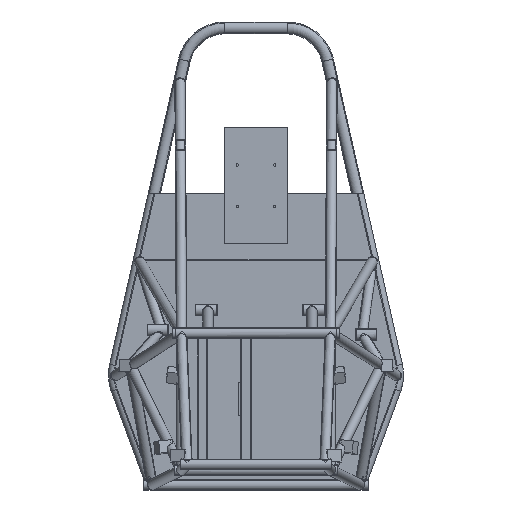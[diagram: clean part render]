
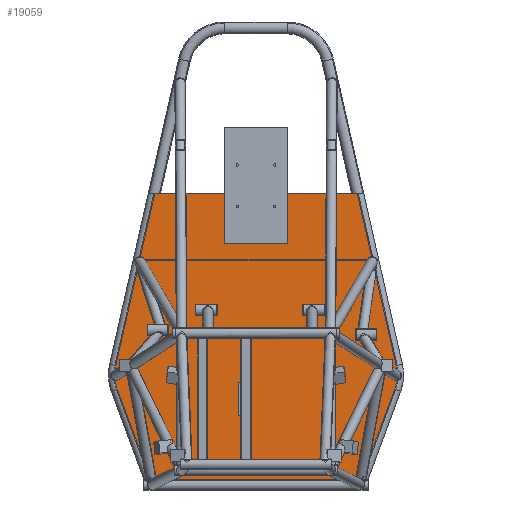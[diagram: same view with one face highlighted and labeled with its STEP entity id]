
A CAD part, left-side view. The second image highlights one B-rep face of the part: STEP entity #19059.
In plain terms, the highlighted planar face has unit normal (-1, 0, 0).
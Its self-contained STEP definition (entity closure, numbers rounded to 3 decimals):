
#374=PLANE('',#20745);
#1052=ELLIPSE('',#20746,23.154,12.7);
#1053=ELLIPSE('',#20748,13.408,12.7);
#1054=ELLIPSE('',#20750,29.428,12.7);
#1055=ELLIPSE('',#20751,29.428,12.7);
#1056=ELLIPSE('',#20753,13.408,12.7);
#1057=ELLIPSE('',#20755,28.934,12.7);
#1058=ELLIPSE('',#20756,13.479,12.7);
#1059=ELLIPSE('',#20757,13.479,12.7);
#1811=LINE('',#35713,#2709);
#1826=LINE('',#35774,#2724);
#1829=LINE('',#35793,#2727);
#1830=LINE('',#35795,#2728);
#1831=LINE('',#35799,#2729);
#1832=LINE('',#35807,#2730);
#1833=LINE('',#35812,#2731);
#1834=LINE('',#35820,#2732);
#1835=LINE('',#35824,#2733);
#1836=LINE('',#35828,#2734);
#2709=VECTOR('',#23976,10.);
#2724=VECTOR('',#24031,10.);
#2727=VECTOR('',#24056,10.);
#2728=VECTOR('',#24057,10.);
#2729=VECTOR('',#24060,10.);
#2730=VECTOR('',#24067,10.);
#2731=VECTOR('',#24072,10.);
#2732=VECTOR('',#24079,10.);
#2733=VECTOR('',#24082,10.);
#2734=VECTOR('',#24085,10.);
#3581=CIRCLE('',#20747,98.805);
#3582=CIRCLE('',#20749,98.805);
#3583=CIRCLE('',#20752,98.805);
#3584=CIRCLE('',#20754,98.805);
#4119=FACE_BOUND('',#6082,.T.);
#4787=FACE_OUTER_BOUND('',#6081,.T.);
#6081=EDGE_LOOP('',(#13705,#13706,#13707,#13708,#13709,#13710,#13711,#13712,
#13713,#13714,#13715,#13716,#13717,#13718,#13719,#13720,#13721,#13722));
#6082=EDGE_LOOP('',(#13723,#13724,#13725,#13726));
#8246=VERTEX_POINT('',#35707);
#8248=VERTEX_POINT('',#35711);
#8272=VERTEX_POINT('',#35770);
#8274=VERTEX_POINT('',#35773);
#8279=VERTEX_POINT('',#35792);
#8280=VERTEX_POINT('',#35794);
#8281=VERTEX_POINT('',#35796);
#8282=VERTEX_POINT('',#35798);
#8283=VERTEX_POINT('',#35800);
#8284=VERTEX_POINT('',#35802);
#8285=VERTEX_POINT('',#35804);
#8286=VERTEX_POINT('',#35806);
#8287=VERTEX_POINT('',#35809);
#8288=VERTEX_POINT('',#35811);
#8289=VERTEX_POINT('',#35813);
#8290=VERTEX_POINT('',#35815);
#8291=VERTEX_POINT('',#35817);
#8292=VERTEX_POINT('',#35819);
#8293=VERTEX_POINT('',#35822);
#8294=VERTEX_POINT('',#35823);
#8295=VERTEX_POINT('',#35825);
#8296=VERTEX_POINT('',#35827);
#10352=EDGE_CURVE('',#8246,#8248,#1811,.T.);
#10381=EDGE_CURVE('',#8274,#8272,#1826,.T.);
#10391=EDGE_CURVE('',#8246,#8279,#1829,.T.);
#10392=EDGE_CURVE('',#8280,#8248,#1830,.T.);
#10393=EDGE_CURVE('',#8281,#8280,#1052,.T.);
#10394=EDGE_CURVE('',#8282,#8281,#1831,.T.);
#10395=EDGE_CURVE('',#8283,#8282,#3581,.T.);
#10396=EDGE_CURVE('',#8284,#8283,#1053,.T.);
#10397=EDGE_CURVE('',#8285,#8284,#3582,.T.);
#10398=EDGE_CURVE('',#8286,#8285,#1832,.T.);
#10399=EDGE_CURVE('',#8274,#8286,#1054,.T.);
#10400=EDGE_CURVE('',#8287,#8272,#1055,.T.);
#10401=EDGE_CURVE('',#8288,#8287,#1833,.T.);
#10402=EDGE_CURVE('',#8289,#8288,#3583,.T.);
#10403=EDGE_CURVE('',#8290,#8289,#1056,.T.);
#10404=EDGE_CURVE('',#8291,#8290,#3584,.T.);
#10405=EDGE_CURVE('',#8292,#8291,#1834,.T.);
#10406=EDGE_CURVE('',#8279,#8292,#1057,.T.);
#10407=EDGE_CURVE('',#8293,#8294,#1835,.T.);
#10408=EDGE_CURVE('',#8295,#8293,#1058,.T.);
#10409=EDGE_CURVE('',#8296,#8295,#1836,.T.);
#10410=EDGE_CURVE('',#8294,#8296,#1059,.T.);
#13705=ORIENTED_EDGE('',*,*,#10391,.F.);
#13706=ORIENTED_EDGE('',*,*,#10352,.T.);
#13707=ORIENTED_EDGE('',*,*,#10392,.F.);
#13708=ORIENTED_EDGE('',*,*,#10393,.F.);
#13709=ORIENTED_EDGE('',*,*,#10394,.F.);
#13710=ORIENTED_EDGE('',*,*,#10395,.F.);
#13711=ORIENTED_EDGE('',*,*,#10396,.F.);
#13712=ORIENTED_EDGE('',*,*,#10397,.F.);
#13713=ORIENTED_EDGE('',*,*,#10398,.F.);
#13714=ORIENTED_EDGE('',*,*,#10399,.F.);
#13715=ORIENTED_EDGE('',*,*,#10381,.T.);
#13716=ORIENTED_EDGE('',*,*,#10400,.F.);
#13717=ORIENTED_EDGE('',*,*,#10401,.F.);
#13718=ORIENTED_EDGE('',*,*,#10402,.F.);
#13719=ORIENTED_EDGE('',*,*,#10403,.F.);
#13720=ORIENTED_EDGE('',*,*,#10404,.F.);
#13721=ORIENTED_EDGE('',*,*,#10405,.F.);
#13722=ORIENTED_EDGE('',*,*,#10406,.F.);
#13723=ORIENTED_EDGE('',*,*,#10407,.F.);
#13724=ORIENTED_EDGE('',*,*,#10408,.F.);
#13725=ORIENTED_EDGE('',*,*,#10409,.F.);
#13726=ORIENTED_EDGE('',*,*,#10410,.F.);
#19059=ADVANCED_FACE('',(#4787,#4119),#374,.F.);
#20745=AXIS2_PLACEMENT_3D('',#35791,#24054,#24055);
#20746=AXIS2_PLACEMENT_3D('',#35797,#24058,#24059);
#20747=AXIS2_PLACEMENT_3D('',#35801,#24061,#24062);
#20748=AXIS2_PLACEMENT_3D('',#35803,#24063,#24064);
#20749=AXIS2_PLACEMENT_3D('',#35805,#24065,#24066);
#20750=AXIS2_PLACEMENT_3D('',#35808,#24068,#24069);
#20751=AXIS2_PLACEMENT_3D('',#35810,#24070,#24071);
#20752=AXIS2_PLACEMENT_3D('',#35814,#24073,#24074);
#20753=AXIS2_PLACEMENT_3D('',#35816,#24075,#24076);
#20754=AXIS2_PLACEMENT_3D('',#35818,#24077,#24078);
#20755=AXIS2_PLACEMENT_3D('',#35821,#24080,#24081);
#20756=AXIS2_PLACEMENT_3D('',#35826,#24083,#24084);
#20757=AXIS2_PLACEMENT_3D('',#35829,#24086,#24087);
#23976=DIRECTION('',(0.,1.,0.));
#24031=DIRECTION('',(0.,-1.,0.));
#24054=DIRECTION('center_axis',(1.,0.,0.));
#24055=DIRECTION('ref_axis',(0.,0.,-1.));
#24056=DIRECTION('',(0.,-0.22,-0.975));
#24057=DIRECTION('',(0.,-0.22,0.975));
#24058=DIRECTION('center_axis',(-1.,0.,0.));
#24059=DIRECTION('ref_axis',(0.,-0.308,-0.951));
#24060=DIRECTION('',(0.,-0.22,0.975));
#24061=DIRECTION('center_axis',(1.,0.,0.));
#24062=DIRECTION('ref_axis',(0.,0.,-1.));
#24063=DIRECTION('center_axis',(-1.,0.,0.));
#24064=DIRECTION('ref_axis',(0.,-0.84,0.543));
#24065=DIRECTION('center_axis',(1.,0.,0.));
#24066=DIRECTION('ref_axis',(0.,0.,-1.));
#24067=DIRECTION('',(0.,0.347,0.938));
#24068=DIRECTION('center_axis',(-1.,0.,0.));
#24069=DIRECTION('ref_axis',(0.,-0.177,-0.984));
#24070=DIRECTION('center_axis',(-1.,0.,0.));
#24071=DIRECTION('ref_axis',(0.,-0.177,0.984));
#24072=DIRECTION('',(0.,0.347,-0.938));
#24073=DIRECTION('center_axis',(1.,0.,0.));
#24074=DIRECTION('ref_axis',(0.,0.,-1.));
#24075=DIRECTION('center_axis',(-1.,0.,0.));
#24076=DIRECTION('ref_axis',(0.,0.84,0.543));
#24077=DIRECTION('center_axis',(1.,0.,0.));
#24078=DIRECTION('ref_axis',(0.,0.,-1.));
#24079=DIRECTION('',(0.,-0.22,-0.975));
#24080=DIRECTION('center_axis',(-1.,0.,0.));
#24081=DIRECTION('ref_axis',(0.,-0.14,0.99));
#24082=DIRECTION('',(0.,-1.,0.));
#24083=DIRECTION('center_axis',(1.,0.,0.));
#24084=DIRECTION('ref_axis',(0.,-0.504,-0.863));
#24085=DIRECTION('',(0.,1.,0.));
#24086=DIRECTION('center_axis',(1.,0.,0.));
#24087=DIRECTION('ref_axis',(0.,0.504,-0.863));
#35707=CARTESIAN_POINT('',(-14.25,-243.652,766.3));
#35711=CARTESIAN_POINT('',(-14.25,243.652,766.3));
#35713=CARTESIAN_POINT('',(-14.25,259.537,766.3));
#35770=CARTESIAN_POINT('',(-14.25,-242.306,77.));
#35773=CARTESIAN_POINT('',(-14.25,242.306,77.));
#35774=CARTESIAN_POINT('',(-14.25,-271.,77.));
#35791=CARTESIAN_POINT('Origin',(-14.25,0.,418.423));
#35792=CARTESIAN_POINT('',(-14.25,-280.31,604.109));
#35793=CARTESIAN_POINT('',(-14.25,-254.475,718.415));
#35794=CARTESIAN_POINT('',(-14.25,279.882,606.004));
#35795=CARTESIAN_POINT('',(-14.25,254.475,718.415));
#35796=CARTESIAN_POINT('',(-14.25,286.24,577.871));
#35797=CARTESIAN_POINT('Origin',(-14.25,274.804,583.631));
#35798=CARTESIAN_POINT('',(-14.25,337.575,350.748));
#35799=CARTESIAN_POINT('',(-14.25,254.475,718.415));
#35800=CARTESIAN_POINT('',(-14.25,339.364,340.21));
#35801=CARTESIAN_POINT('Origin',(-14.25,241.201,328.965));
#35802=CARTESIAN_POINT('',(-14.25,338.98,314.766));
#35803=CARTESIAN_POINT('Origin',(-14.25,337.072,327.62));
#35804=CARTESIAN_POINT('',(-14.25,333.879,294.714));
#35805=CARTESIAN_POINT('Origin',(-14.25,241.201,328.965));
#35806=CARTESIAN_POINT('',(-14.25,267.272,114.481));
#35807=CARTESIAN_POINT('',(-14.25,291.379,179.714));
#35808=CARTESIAN_POINT('Origin',(-14.25,255.281,93.614));
#35809=CARTESIAN_POINT('',(-14.25,-267.272,114.481));
#35810=CARTESIAN_POINT('Origin',(-14.25,-255.281,93.614));
#35811=CARTESIAN_POINT('',(-14.25,-333.879,294.714));
#35812=CARTESIAN_POINT('',(-14.25,-291.379,179.714));
#35813=CARTESIAN_POINT('',(-14.25,-338.98,314.766));
#35814=CARTESIAN_POINT('Origin',(-14.25,-241.201,328.965));
#35815=CARTESIAN_POINT('',(-14.25,-339.364,340.21));
#35816=CARTESIAN_POINT('Origin',(-14.25,-337.072,327.62));
#35817=CARTESIAN_POINT('',(-14.25,-337.575,350.748));
#35818=CARTESIAN_POINT('Origin',(-14.25,-241.201,328.965));
#35819=CARTESIAN_POINT('',(-14.25,-288.693,567.02));
#35820=CARTESIAN_POINT('',(-14.25,-254.475,718.415));
#35821=CARTESIAN_POINT('Origin',(-14.25,-277.406,575.416));
#35822=CARTESIAN_POINT('',(-14.25,266.585,603.105));
#35823=CARTESIAN_POINT('',(-14.25,-266.585,603.105));
#35824=CARTESIAN_POINT('',(-14.25,140.746,603.105));
#35825=CARTESIAN_POINT('',(-14.25,267.518,605.495));
#35826=CARTESIAN_POINT('Origin',(-14.25,278.935,599.923));
#35827=CARTESIAN_POINT('',(-14.25,-267.518,605.495));
#35828=CARTESIAN_POINT('',(-14.25,140.746,605.495));
#35829=CARTESIAN_POINT('Origin',(-14.25,-278.935,599.923));
